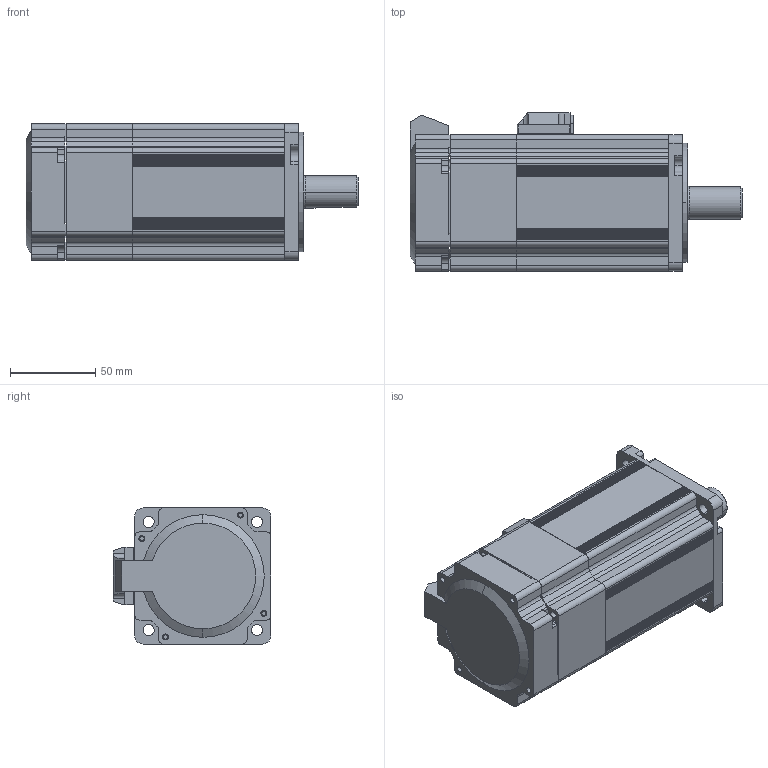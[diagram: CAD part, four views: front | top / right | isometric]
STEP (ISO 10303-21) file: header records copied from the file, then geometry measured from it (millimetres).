
FILE_DESCRIPTION (( 'STEP AP203' ), '1' );
FILE_NAME ('03520小惯量抱闸装配体.STEP', '2020-05-07T08:34:04', ( '' ), ( '' ), 'SwSTEP 2.0', 'SolidWorks 2016', '' );
FILE_SCHEMA (( 'CONFIG_CONTROL_DESIGN' ));
Length unit declared in the file: millimetre
Products named in the file (1): 03520小惯量抱闸装配体
Bounding box: 195 x 92.8 x 80 mm (x, y, z)
Surface area: 90530.8 mm2 (no closed solid volume)
Topology: 0 solids, 247 shells, 2104 faces, 7588 edges, 5649 vertices
Faces by surface type: cylinder 1355, plane 649, cone 32, sphere 28, bspline 25, torus 15
Entity records: 83172 total; most frequent: CARTESIAN_POINT 16617, DIRECTION 15278, ORIENTED_EDGE 11669, EDGE_CURVE 7588, AXIS2_PLACEMENT_3D 5696, VERTEX_POINT 5649, VECTOR 3886, LINE 3886
